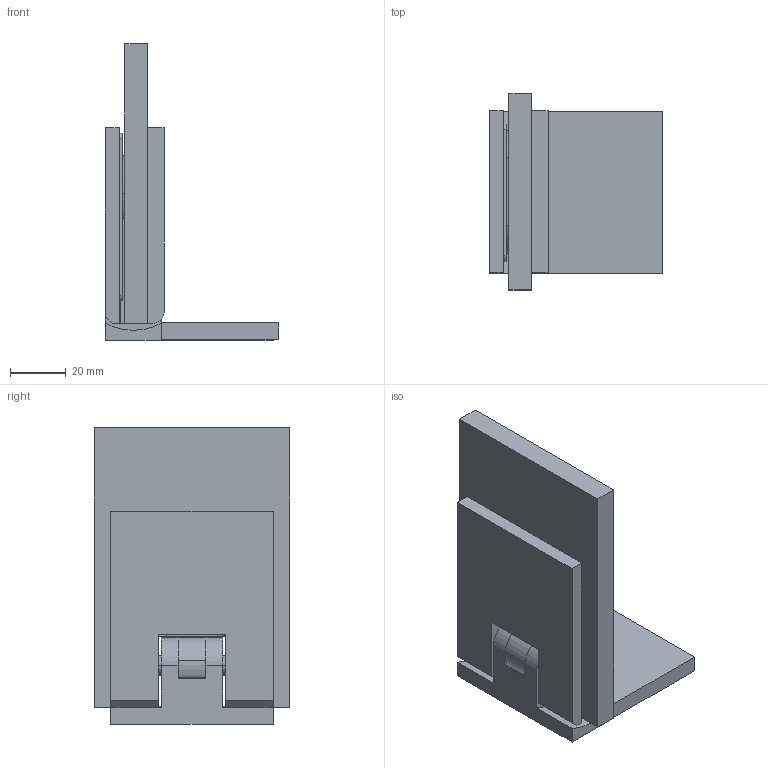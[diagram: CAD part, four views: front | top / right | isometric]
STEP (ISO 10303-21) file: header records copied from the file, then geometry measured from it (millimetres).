
FILE_DESCRIPTION (( 'STEP AP203' ), '1' );
FILE_NAME ('GS-BLACK_D-B-8060-6_S-B.STEP', '2025-03-11T13:30:27', ( '' ), ( '' ), 'SwSTEP 2.0', 'SolidWorks 2019', '' );
FILE_SCHEMA (( 'CONFIG_CONTROL_DESIGN' ));
Length unit declared in the file: millimetre
Products named in the file (13): GS-BLACK_D-B-8060-6_S-B.P6; PART8; PART10; PART4; Skrutka DIN 7991_Skrutka M 6x 14; PART9; PART2; PART7; GS-BLACK_D-B-8060-6_S-B; DIN 913_SKRUTKA M 6X 6; PART5; GS-BLACK_D-B-8060-6_S-B.P1; PART3
Assembly tree (16 placements, depth 2):
  GS-BLACK_D-B-8060-6_S-B
    GS-BLACK_D-B-8060-6_S-B.P1
    PART2
    PART3
    DIN 913_SKRUTKA M 6X 6  x3
    PART4
    PART5  x2
    GS-BLACK_D-B-8060-6_S-B.P6
    PART7
    Skrutka DIN 7991_Skrutka M 6x 14  x2
    PART8
    PART9
    PART10
Bounding box: 62 x 70 x 106 mm (x, y, z)
Volume: 119684.8 mm3; surface area: 68837.9 mm2
Topology: 16 solids, 16 shells, 379 faces, 947 edges, 599 vertices
Faces by surface type: plane 187, cylinder 138, cone 54
Entity records: 10925 total; most frequent: DIRECTION 1700, CARTESIAN_POINT 1659, ORIENTED_EDGE 1572, EDGE_CURVE 786, AXIS2_PLACEMENT_3D 592, LINE 516, VECTOR 516, VERTEX_POINT 503
